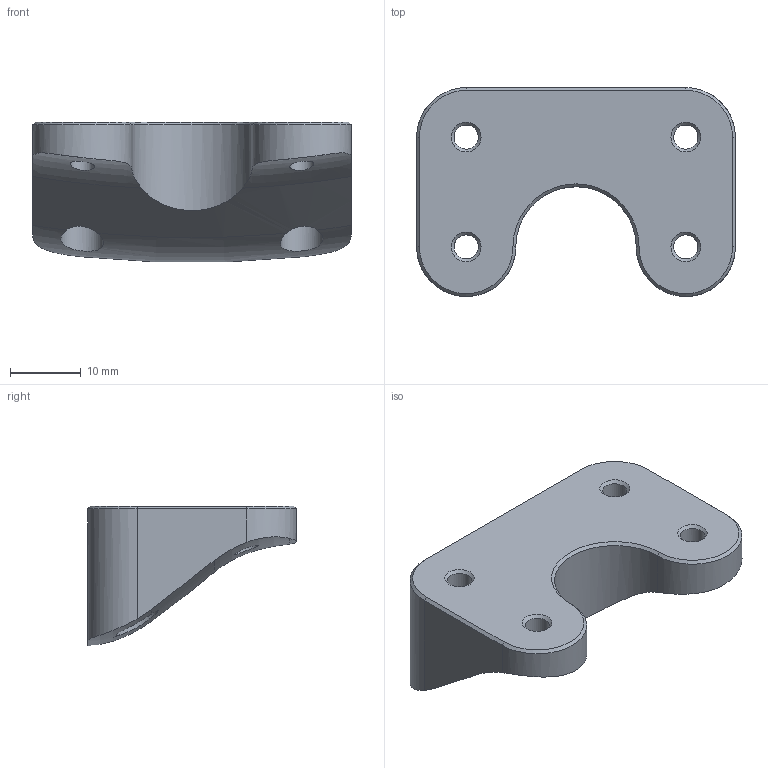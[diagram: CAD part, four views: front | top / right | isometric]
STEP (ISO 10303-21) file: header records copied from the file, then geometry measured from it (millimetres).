
FILE_DESCRIPTION(('FreeCAD Model'),'2;1');
FILE_NAME('Open CASCADE Shape Model','2024-11-10T11:22:35',('Author'),( ''),'Open CASCADE STEP processor 7.7','FreeCAD','Unknown');
FILE_SCHEMA(('AUTOMOTIVE_DESIGN { 1 0 10303 214 1 1 1 1 }'));
Length unit declared in the file: millimetre
Products named in the file (1): optional-dome-adapter
Bounding box: 45 x 29.5 x 19.75 mm (x, y, z)
Volume: 12322.3 mm3; surface area: 4581.6 mm2
Topology: 1 solids, 1 shells, 35 faces, 89 edges, 56 vertices
Faces by surface type: cylinder 13, cone 10, plane 9, torus 3
Full cylindrical faces by diameter (mm): 3.4 x4, 6 x2
Entity records: 1854 total; most frequent: CARTESIAN_POINT 992, ORIENTED_EDGE 178, DIRECTION 168, EDGE_CURVE 89, AXIS2_PLACEMENT_3D 68, VERTEX_POINT 56, FACE_BOUND 43, EDGE_LOOP 43
